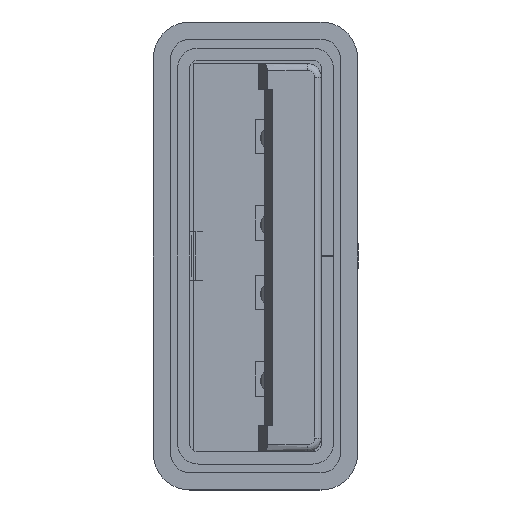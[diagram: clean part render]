
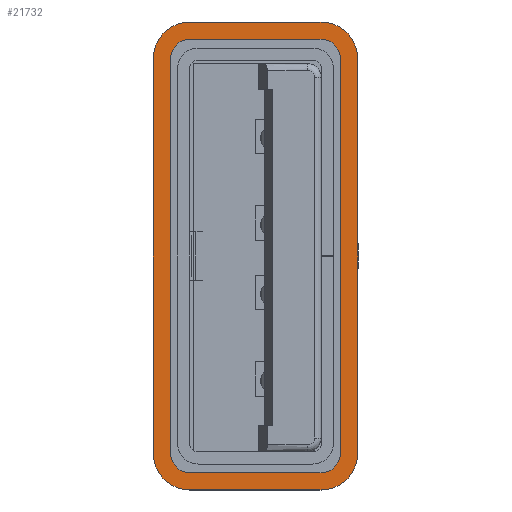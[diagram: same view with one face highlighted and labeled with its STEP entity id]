
A CAD part, left-side view. The second image highlights one B-rep face of the part: STEP entity #21732.
In plain terms, the highlighted face is planar.
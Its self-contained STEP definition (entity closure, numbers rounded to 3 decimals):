
#59 = DIRECTION ( 'NONE',  ( 0., 0., 1. ) ) ;
#98 = EDGE_CURVE ( 'NONE', #32496, #29845, #28198, .T. ) ;
#496 = CARTESIAN_POINT ( 'NONE',  ( -5.69, -2.95, 0. ) ) ;
#863 = DIRECTION ( 'NONE',  ( 1., 0., 0. ) ) ;
#972 = CARTESIAN_POINT ( 'NONE',  ( -5.69, -2.45, 0. ) ) ;
#1386 = ORIENTED_EDGE ( 'NONE', *, *, #22768, .T. ) ;
#1619 = CARTESIAN_POINT ( 'NONE',  ( 5.69, 2.95, 0. ) ) ;
#1915 = EDGE_CURVE ( 'NONE', #6260, #14312, #4577, .T. ) ;
#2128 = VECTOR ( 'NONE', #36431, 1000. ) ;
#2690 = CARTESIAN_POINT ( 'NONE',  ( -5.69, 2.95, 0. ) ) ;
#2724 = VERTEX_POINT ( 'NONE', #39348 ) ;
#3236 = CARTESIAN_POINT ( 'NONE',  ( -6.75, 1.89, 0. ) ) ;
#3317 = VERTEX_POINT ( 'NONE', #1619 ) ;
#3327 = ORIENTED_EDGE ( 'NONE', *, *, #34739, .F. ) ;
#4060 = CIRCLE ( 'NONE', #42230, 1.06 ) ;
#4073 = DIRECTION ( 'NONE',  ( 0., 0., 1. ) ) ;
#4575 = DIRECTION ( 'NONE',  ( -1., 0., 0. ) ) ;
#4577 = LINE ( 'NONE', #39113, #23592 ) ;
#4594 = CIRCLE ( 'NONE', #35873, 0.56 ) ;
#4613 = CARTESIAN_POINT ( 'NONE',  ( 5.69, -1.89, 0. ) ) ;
#4730 = VECTOR ( 'NONE', #43216, 1000. ) ;
#4836 = CARTESIAN_POINT ( 'NONE',  ( -5.69, 1.89, 0. ) ) ;
#5081 = DIRECTION ( 'NONE',  ( 0., 0., -1. ) ) ;
#6070 = VERTEX_POINT ( 'NONE', #16162 ) ;
#6260 = VERTEX_POINT ( 'NONE', #972 ) ;
#6966 = VECTOR ( 'NONE', #36905, 1000. ) ;
#7068 = CIRCLE ( 'NONE', #33722, 0.56 ) ;
#7769 = DIRECTION ( 'NONE',  ( 0., 0., 1. ) ) ;
#7867 = CARTESIAN_POINT ( 'NONE',  ( 6.75, -1.89, 0. ) ) ;
#8233 = EDGE_CURVE ( 'NONE', #14439, #12999, #42508, .T. ) ;
#8826 = EDGE_CURVE ( 'NONE', #13377, #2724, #4060, .T. ) ;
#8986 = CARTESIAN_POINT ( 'NONE',  ( 5.69, 2.45, 0. ) ) ;
#9203 = VERTEX_POINT ( 'NONE', #38839 ) ;
#9461 = CARTESIAN_POINT ( 'NONE',  ( 6.25, 1.89, 0. ) ) ;
#9795 = AXIS2_PLACEMENT_3D ( 'NONE', #18986, #7769, #46033 ) ;
#10061 = DIRECTION ( 'NONE',  ( 1., 0., 0. ) ) ;
#10540 = DIRECTION ( 'NONE',  ( -1., 0., 0. ) ) ;
#10635 = CARTESIAN_POINT ( 'NONE',  ( -6.25, 1.89, 0. ) ) ;
#10903 = DIRECTION ( 'NONE',  ( -1., 0., 0. ) ) ;
#11012 = CARTESIAN_POINT ( 'NONE',  ( -6.75, -1.89, 0. ) ) ;
#11745 = CIRCLE ( 'NONE', #42203, 0.56 ) ;
#12320 = ORIENTED_EDGE ( 'NONE', *, *, #27942, .T. ) ;
#12740 = EDGE_CURVE ( 'NONE', #32127, #6260, #7068, .T. ) ;
#12999 = VERTEX_POINT ( 'NONE', #3236 ) ;
#13250 = PLANE ( 'NONE',  #45669 ) ;
#13377 = VERTEX_POINT ( 'NONE', #11012 ) ;
#13683 = CARTESIAN_POINT ( 'NONE',  ( 5.69, -2.45, 0. ) ) ;
#13842 = VERTEX_POINT ( 'NONE', #8986 ) ;
#13875 = CARTESIAN_POINT ( 'NONE',  ( 6.75, 1.89, 0. ) ) ;
#14312 = VERTEX_POINT ( 'NONE', #13683 ) ;
#14439 = VERTEX_POINT ( 'NONE', #41110 ) ;
#14566 = EDGE_LOOP ( 'NONE', ( #43854, #23147, #17109, #14762, #34391, #44005, #3327, #26845 ) ) ;
#14762 = ORIENTED_EDGE ( 'NONE', *, *, #16163, .F. ) ;
#14970 = CARTESIAN_POINT ( 'NONE',  ( -5.69, -1.89, 0. ) ) ;
#15194 = ORIENTED_EDGE ( 'NONE', *, *, #15671, .T. ) ;
#15671 = EDGE_CURVE ( 'NONE', #12999, #13377, #32438, .T. ) ;
#16107 = FACE_OUTER_BOUND ( 'NONE', #26458, .T. ) ;
#16162 = CARTESIAN_POINT ( 'NONE',  ( 6.25, -1.89, 0. ) ) ;
#16163 = EDGE_CURVE ( 'NONE', #20850, #9203, #11745, .T. ) ;
#16376 = DIRECTION ( 'NONE',  ( 0., 0., 1. ) ) ;
#16607 = AXIS2_PLACEMENT_3D ( 'NONE', #4836, #4073, #10061 ) ;
#16784 = VECTOR ( 'NONE', #10903, 1000. ) ;
#16808 = ORIENTED_EDGE ( 'NONE', *, *, #8233, .T. ) ;
#17109 = ORIENTED_EDGE ( 'NONE', *, *, #43067, .F. ) ;
#18024 = LINE ( 'NONE', #36063, #29695 ) ;
#18059 = CARTESIAN_POINT ( 'NONE',  ( -5.69, -1.89, 0. ) ) ;
#18090 = DIRECTION ( 'NONE',  ( 1., 0., 0. ) ) ;
#18647 = CARTESIAN_POINT ( 'NONE',  ( -5.69, 1.89, 0. ) ) ;
#18986 = CARTESIAN_POINT ( 'NONE',  ( 5.69, 1.89, 0. ) ) ;
#20304 = DIRECTION ( 'NONE',  ( 0., 0., 1. ) ) ;
#20850 = VERTEX_POINT ( 'NONE', #21961 ) ;
#21732 = ADVANCED_FACE ( 'NONE', ( #28177, #16107 ), #13250, .F. ) ;
#21961 = CARTESIAN_POINT ( 'NONE',  ( -5.69, 2.45, 0. ) ) ;
#22096 = CIRCLE ( 'NONE', #9795, 0.56 ) ;
#22360 = EDGE_CURVE ( 'NONE', #13842, #20850, #18024, .T. ) ;
#22695 = CARTESIAN_POINT ( 'NONE',  ( -6.25, -1.89, 0. ) ) ;
#22768 = EDGE_CURVE ( 'NONE', #2724, #35685, #28985, .T. ) ;
#23147 = ORIENTED_EDGE ( 'NONE', *, *, #12740, .F. ) ;
#23592 = VECTOR ( 'NONE', #863, 1000. ) ;
#23786 = DIRECTION ( 'NONE',  ( 0., 0., 1. ) ) ;
#24336 = CIRCLE ( 'NONE', #31286, 1.06 ) ;
#24774 = CARTESIAN_POINT ( 'NONE',  ( 6.25, 1.89, 0. ) ) ;
#25419 = VECTOR ( 'NONE', #37544, 1000. ) ;
#26134 = ORIENTED_EDGE ( 'NONE', *, *, #46188, .T. ) ;
#26458 = EDGE_LOOP ( 'NONE', ( #26134, #12320, #16808, #15194, #34311, #1386, #35935, #29906 ) ) ;
#26845 = ORIENTED_EDGE ( 'NONE', *, *, #28047, .F. ) ;
#27880 = CARTESIAN_POINT ( 'NONE',  ( -6.75, 1.89, 0. ) ) ;
#27942 = EDGE_CURVE ( 'NONE', #3317, #14439, #28835, .T. ) ;
#28047 = EDGE_CURVE ( 'NONE', #14312, #6070, #4594, .T. ) ;
#28177 = FACE_BOUND ( 'NONE', #14566, .T. ) ;
#28198 = LINE ( 'NONE', #13875, #2128 ) ;
#28835 = LINE ( 'NONE', #2690, #16784 ) ;
#28985 = LINE ( 'NONE', #496, #4730 ) ;
#29353 = DIRECTION ( 'NONE',  ( 0., 0., 1. ) ) ;
#29695 = VECTOR ( 'NONE', #4575, 1000. ) ;
#29845 = VERTEX_POINT ( 'NONE', #41327 ) ;
#29906 = ORIENTED_EDGE ( 'NONE', *, *, #98, .T. ) ;
#30094 = LINE ( 'NONE', #24774, #25419 ) ;
#30868 = CARTESIAN_POINT ( 'NONE',  ( 5.69, -2.95, 0. ) ) ;
#30934 = LINE ( 'NONE', #10635, #6966 ) ;
#31286 = AXIS2_PLACEMENT_3D ( 'NONE', #4613, #20304, #18090 ) ;
#32127 = VERTEX_POINT ( 'NONE', #22695 ) ;
#32438 = LINE ( 'NONE', #27880, #42156 ) ;
#32496 = VERTEX_POINT ( 'NONE', #7867 ) ;
#33405 = EDGE_CURVE ( 'NONE', #35685, #32496, #24336, .T. ) ;
#33722 = AXIS2_PLACEMENT_3D ( 'NONE', #14970, #59, #36030 ) ;
#34311 = ORIENTED_EDGE ( 'NONE', *, *, #8826, .T. ) ;
#34391 = ORIENTED_EDGE ( 'NONE', *, *, #22360, .F. ) ;
#34739 = EDGE_CURVE ( 'NONE', #6070, #43312, #30094, .T. ) ;
#34920 = EDGE_CURVE ( 'NONE', #43312, #13842, #22096, .T. ) ;
#35685 = VERTEX_POINT ( 'NONE', #30868 ) ;
#35873 = AXIS2_PLACEMENT_3D ( 'NONE', #41829, #23786, #44086 ) ;
#35935 = ORIENTED_EDGE ( 'NONE', *, *, #33405, .T. ) ;
#36030 = DIRECTION ( 'NONE',  ( 1., 0., 0. ) ) ;
#36063 = CARTESIAN_POINT ( 'NONE',  ( -5.69, 2.45, 0. ) ) ;
#36431 = DIRECTION ( 'NONE',  ( 0., 1., 0. ) ) ;
#36905 = DIRECTION ( 'NONE',  ( 0., -1., 0. ) ) ;
#37544 = DIRECTION ( 'NONE',  ( 0., 1., 0. ) ) ;
#38839 = CARTESIAN_POINT ( 'NONE',  ( -6.25, 1.89, 0. ) ) ;
#38856 = CARTESIAN_POINT ( 'NONE',  ( 5.69, 1.89, 0. ) ) ;
#39113 = CARTESIAN_POINT ( 'NONE',  ( -5.69, -2.45, 0. ) ) ;
#39348 = CARTESIAN_POINT ( 'NONE',  ( -5.69, -2.95, 0. ) ) ;
#39585 = DIRECTION ( 'NONE',  ( -1., 0., 0. ) ) ;
#39866 = DIRECTION ( 'NONE',  ( 0., 0., 1. ) ) ;
#39897 = DIRECTION ( 'NONE',  ( 0., -1., 0. ) ) ;
#41110 = CARTESIAN_POINT ( 'NONE',  ( -5.69, 2.95, 0. ) ) ;
#41327 = CARTESIAN_POINT ( 'NONE',  ( 6.75, 1.89, 0. ) ) ;
#41829 = CARTESIAN_POINT ( 'NONE',  ( 5.69, -1.89, 0. ) ) ;
#42156 = VECTOR ( 'NONE', #39897, 1000. ) ;
#42203 = AXIS2_PLACEMENT_3D ( 'NONE', #18647, #16376, #42705 ) ;
#42230 = AXIS2_PLACEMENT_3D ( 'NONE', #18059, #39866, #45860 ) ;
#42508 = CIRCLE ( 'NONE', #16607, 1.06 ) ;
#42705 = DIRECTION ( 'NONE',  ( 1., 0., 0. ) ) ;
#43067 = EDGE_CURVE ( 'NONE', #9203, #32127, #30934, .T. ) ;
#43216 = DIRECTION ( 'NONE',  ( 1., 0., 0. ) ) ;
#43312 = VERTEX_POINT ( 'NONE', #9461 ) ;
#43569 = CARTESIAN_POINT ( 'NONE',  ( 5.69, 1.89, 0. ) ) ;
#43854 = ORIENTED_EDGE ( 'NONE', *, *, #1915, .F. ) ;
#44005 = ORIENTED_EDGE ( 'NONE', *, *, #34920, .F. ) ;
#44086 = DIRECTION ( 'NONE',  ( 1., 0., 0. ) ) ;
#45669 = AXIS2_PLACEMENT_3D ( 'NONE', #38856, #5081, #39585 ) ;
#45790 = CIRCLE ( 'NONE', #46377, 1.06 ) ;
#45860 = DIRECTION ( 'NONE',  ( 1., 0., 0. ) ) ;
#46033 = DIRECTION ( 'NONE',  ( -1., 0., 0. ) ) ;
#46188 = EDGE_CURVE ( 'NONE', #29845, #3317, #45790, .T. ) ;
#46377 = AXIS2_PLACEMENT_3D ( 'NONE', #43569, #29353, #10540 ) ;
